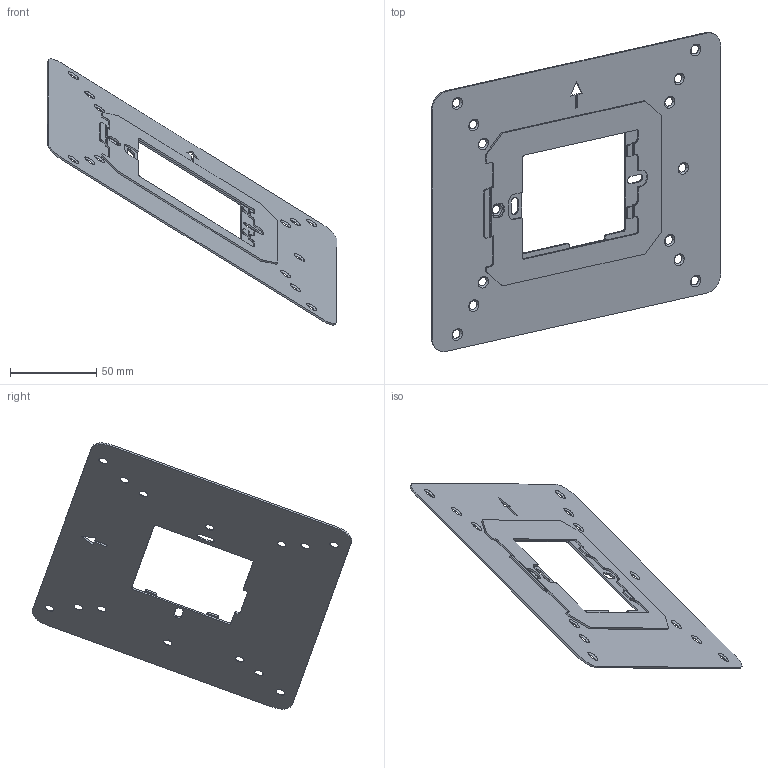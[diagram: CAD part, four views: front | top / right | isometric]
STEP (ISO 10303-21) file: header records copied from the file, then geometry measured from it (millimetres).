
FILE_DESCRIPTION(('CATIA V5 STEP Exchange'),'2;1');
FILE_NAME('TS-SMART10-ADT.stp','2024-03-21T10:52:18+00:00',('none'),('none'),'CATIA Version 5-6 Release 2016 SP6','CATIA V5 STEP AP203','none');
FILE_SCHEMA(('CONFIG_CONTROL_DESIGN'));
Length unit declared in the file: millimetre
Products named in the file (1): TS-SMART10-ADT
Assembly tree (2 placements, depth 2):
  TS-SMART10-ADT
    #57
    #5081
Bounding box: 167.63 x 184.84 x 154.01 mm (x, y, z)
Volume: 32706.8 mm3; surface area: 67636.3 mm2
Topology: 2 solids, 2 shells, 155 faces, 455 edges, 306 vertices
Faces by surface type: plane 74, cylinder 53, cone 28
Entity records: 5110 total; most frequent: ORIENTED_EDGE 906, CARTESIAN_POINT 900, DIRECTION 733, EDGE_CURVE 453, VERTEX_POINT 302, AXIS2_PLACEMENT_3D 301, VECTOR 293, LINE 293
